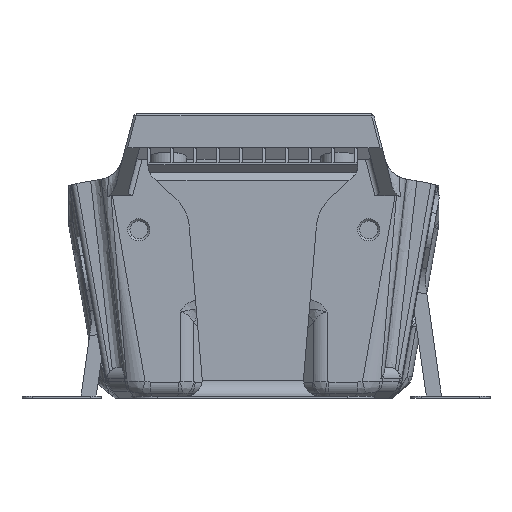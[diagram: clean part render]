
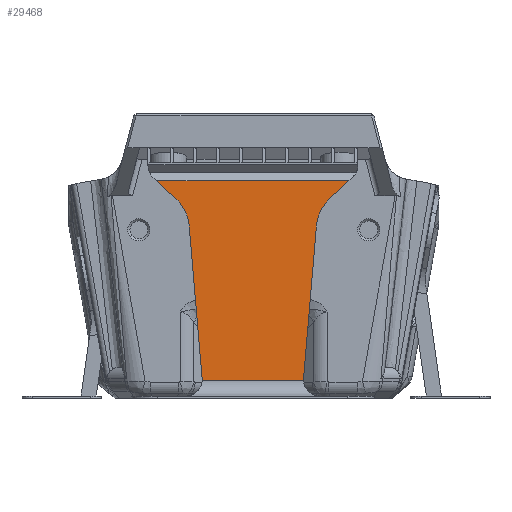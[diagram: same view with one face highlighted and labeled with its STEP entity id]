
A CAD part, front view. The second image highlights one B-rep face of the part: STEP entity #29468.
In plain terms, the highlighted planar face has unit normal (0, -1, 0).
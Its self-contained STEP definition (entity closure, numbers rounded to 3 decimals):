
#263=CIRCLE('',#31367,3.);
#264=CIRCLE('',#31368,3.);
#265=CIRCLE('',#31369,8.);
#266=CIRCLE('',#31370,8.);
#4049=ORIENTED_EDGE('',*,*,#12572,.T.);
#4050=ORIENTED_EDGE('',*,*,#12573,.T.);
#4051=ORIENTED_EDGE('',*,*,#12574,.T.);
#4052=ORIENTED_EDGE('',*,*,#12570,.F.);
#4053=ORIENTED_EDGE('',*,*,#12575,.T.);
#4054=ORIENTED_EDGE('',*,*,#12576,.T.);
#4055=ORIENTED_EDGE('',*,*,#12577,.F.);
#4056=ORIENTED_EDGE('',*,*,#12578,.F.);
#4057=ORIENTED_EDGE('',*,*,#12579,.T.);
#4058=ORIENTED_EDGE('',*,*,#12580,.T.);
#12570=EDGE_CURVE('',#16924,#16925,#19730,.T.);
#12572=EDGE_CURVE('',#16926,#16927,#263,.T.);
#12573=EDGE_CURVE('',#16927,#16928,#19732,.F.);
#12574=EDGE_CURVE('',#16928,#16925,#264,.T.);
#12575=EDGE_CURVE('',#16924,#16929,#265,.T.);
#12576=EDGE_CURVE('',#16929,#16930,#19733,.T.);
#12577=EDGE_CURVE('',#16931,#16930,#19734,.T.);
#12578=EDGE_CURVE('',#16932,#16931,#19735,.T.);
#12579=EDGE_CURVE('',#16932,#16933,#266,.T.);
#12580=EDGE_CURVE('',#16933,#16926,#19736,.T.);
#16924=VERTEX_POINT('',#45214);
#16925=VERTEX_POINT('',#45216);
#16926=VERTEX_POINT('',#45220);
#16927=VERTEX_POINT('',#45221);
#16928=VERTEX_POINT('',#45223);
#16929=VERTEX_POINT('',#45226);
#16930=VERTEX_POINT('',#45228);
#16931=VERTEX_POINT('',#45230);
#16932=VERTEX_POINT('',#45232);
#16933=VERTEX_POINT('',#45234);
#19730=LINE('',#45215,#22317);
#19732=LINE('',#45222,#22319);
#19733=LINE('',#45227,#22320);
#19734=LINE('',#45229,#22321);
#19735=LINE('',#45231,#22322);
#19736=LINE('',#45235,#22323);
#22317=VECTOR('',#34587,1000.);
#22319=VECTOR('',#34593,1000.);
#22320=VECTOR('',#34598,1000.);
#22321=VECTOR('',#34599,1000.);
#22322=VECTOR('',#34600,1000.);
#22323=VECTOR('',#34603,1000.);
#24882=EDGE_LOOP('',(#4049,#4050,#4051,#4052,#4053,#4054,#4055,#4056,#4057,
#4058));
#26727=FACE_BOUND('',#24882,.T.);
#28441=PLANE('',#31366);
#29468=ADVANCED_FACE('',(#26727),#28441,.F.);
#31366=AXIS2_PLACEMENT_3D('',#45218,#34589,#34590);
#31367=AXIS2_PLACEMENT_3D('',#45219,#34591,#34592);
#31368=AXIS2_PLACEMENT_3D('',#45224,#34594,#34595);
#31369=AXIS2_PLACEMENT_3D('',#45225,#34596,#34597);
#31370=AXIS2_PLACEMENT_3D('',#45233,#34601,#34602);
#34587=DIRECTION('',(-0.084,0.,-0.996));
#34589=DIRECTION('',(0.,1.,0.));
#34590=DIRECTION('',(0.,0.,1.));
#34591=DIRECTION('',(0.,1.,0.));
#34592=DIRECTION('',(0.,0.,1.));
#34593=DIRECTION('',(-1.,0.,0.));
#34594=DIRECTION('',(0.,1.,0.));
#34595=DIRECTION('',(0.,0.,1.));
#34596=DIRECTION('',(0.,1.,0.));
#34597=DIRECTION('',(0.,0.,1.));
#34598=DIRECTION('',(0.731,0.,0.682));
#34599=DIRECTION('',(1.,0.,0.));
#34600=DIRECTION('',(-0.731,0.,0.682));
#34601=DIRECTION('',(0.,1.,0.));
#34602=DIRECTION('',(0.,0.,1.));
#34603=DIRECTION('',(0.084,0.,-0.996));
#45214=CARTESIAN_POINT('',(11.856,-32.314,32.579));
#45215=CARTESIAN_POINT('',(36.482,-32.314,324.724));
#45216=CARTESIAN_POINT('',(9.418,-32.314,3.652));
#45218=CARTESIAN_POINT('',(0.,-32.314,327.8));
#45219=CARTESIAN_POINT('',(-12.767,-32.314,3.4));
#45220=CARTESIAN_POINT('',(-9.777,-32.314,3.652));
#45221=CARTESIAN_POINT('',(-9.767,-32.314,3.4));
#45222=CARTESIAN_POINT('',(9.143,-32.314,3.4));
#45223=CARTESIAN_POINT('',(9.407,-32.314,3.4));
#45224=CARTESIAN_POINT('',(12.407,-32.314,3.4));
#45225=CARTESIAN_POINT('',(19.828,-32.314,31.907));
#45226=CARTESIAN_POINT('',(14.372,-32.314,37.757));
#45227=CARTESIAN_POINT('',(16.736,-32.314,39.963));
#45228=CARTESIAN_POINT('',(17.982,-32.314,41.124));
#45229=CARTESIAN_POINT('',(-65.369,-32.314,41.124));
#45230=CARTESIAN_POINT('',(-18.341,-32.314,41.124));
#45231=CARTESIAN_POINT('',(-17.096,-32.314,39.963));
#45232=CARTESIAN_POINT('',(-14.731,-32.314,37.757));
#45233=CARTESIAN_POINT('',(-20.187,-32.314,31.907));
#45234=CARTESIAN_POINT('',(-12.216,-32.314,32.579));
#45235=CARTESIAN_POINT('',(-36.839,-32.314,324.694));
